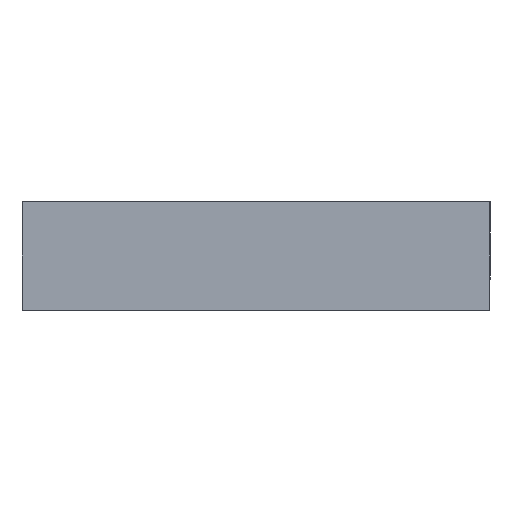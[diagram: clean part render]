
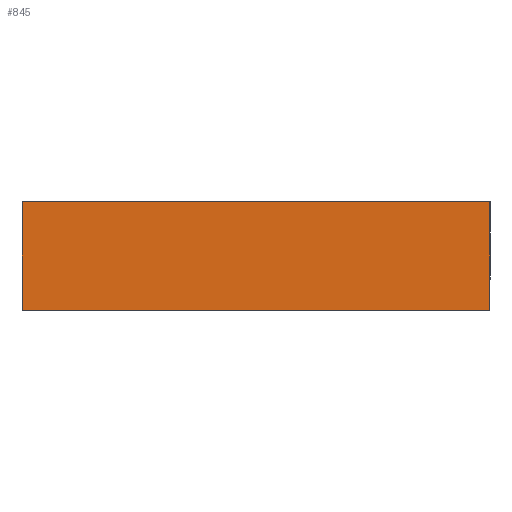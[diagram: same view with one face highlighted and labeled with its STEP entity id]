
A CAD part, left-side view. The second image highlights one B-rep face of the part: STEP entity #845.
In plain terms, the highlighted planar face has unit normal (-1, 0, 0).
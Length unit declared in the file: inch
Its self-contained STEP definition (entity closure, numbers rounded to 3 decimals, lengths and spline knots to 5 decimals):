
#19=FACE_OUTER_BOUND('',#59,.T.);
#59=EDGE_LOOP('',(#557,#558,#559,#560));
#103=LINE('',#1149,#227);
#104=LINE('',#1151,#228);
#105=LINE('',#1153,#229);
#106=LINE('',#1154,#230);
#227=VECTOR('',#943,0.3937);
#228=VECTOR('',#944,0.3937);
#229=VECTOR('',#945,0.3937);
#230=VECTOR('',#946,0.3937);
#351=VERTEX_POINT('',#1147);
#352=VERTEX_POINT('',#1148);
#353=VERTEX_POINT('',#1150);
#354=VERTEX_POINT('',#1152);
#433=EDGE_CURVE('',#351,#352,#103,.T.);
#434=EDGE_CURVE('',#352,#353,#104,.T.);
#435=EDGE_CURVE('',#353,#354,#105,.T.);
#436=EDGE_CURVE('',#354,#351,#106,.T.);
#557=ORIENTED_EDGE('',*,*,#433,.T.);
#558=ORIENTED_EDGE('',*,*,#434,.T.);
#559=ORIENTED_EDGE('',*,*,#435,.T.);
#560=ORIENTED_EDGE('',*,*,#436,.T.);
#805=PLANE('',#899);
#845=ADVANCED_FACE('',(#19),#805,.T.);
#899=AXIS2_PLACEMENT_3D('',#1146,#941,#942);
#941=DIRECTION('center_axis',(-1.,0.,0.));
#942=DIRECTION('ref_axis',(0.,0.,1.));
#943=DIRECTION('',(0.,0.,1.));
#944=DIRECTION('',(0.,1.,0.));
#945=DIRECTION('',(0.,0.,-1.));
#946=DIRECTION('',(0.,-1.,0.));
#1146=CARTESIAN_POINT('Origin',(-0.1025,0.,-0.1));
#1147=CARTESIAN_POINT('',(-0.1025,0.07087,-0.1));
#1148=CARTESIAN_POINT('',(-0.1025,0.07087,0.349));
#1149=CARTESIAN_POINT('',(-0.1025,0.07087,0.1245));
#1150=CARTESIAN_POINT('',(-0.1025,2.00482,0.349));
#1151=CARTESIAN_POINT('',(-0.1025,1.90482,0.349));
#1152=CARTESIAN_POINT('',(-0.1025,2.00482,-0.1));
#1153=CARTESIAN_POINT('',(-0.1025,2.00482,-0.1));
#1154=CARTESIAN_POINT('',(-0.1025,0.,-0.1));
